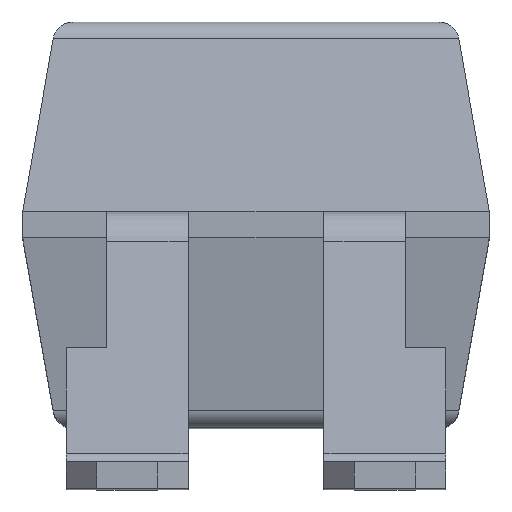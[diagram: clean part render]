
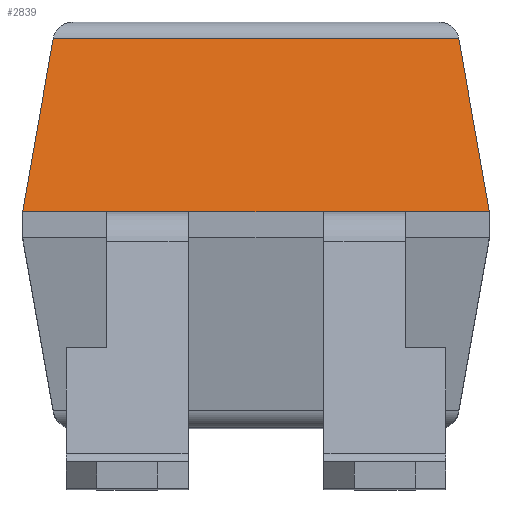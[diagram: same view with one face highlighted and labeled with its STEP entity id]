
A CAD part, top view. The second image highlights one B-rep face of the part: STEP entity #2839.
In plain terms, the highlighted planar face has unit normal (0, 0.174, 0.985).
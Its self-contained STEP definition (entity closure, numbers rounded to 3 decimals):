
#6 = CARTESIAN_POINT ( 'NONE',  ( -2.3, 0.13, 3.25 ) ) ;
#36 = DIRECTION ( 'NONE',  ( 1., 0., 0. ) ) ;
#98 = FACE_OUTER_BOUND ( 'NONE', #1783, .T. ) ;
#166 = CARTESIAN_POINT ( 'NONE',  ( -2.3, 0.13, 3.25 ) ) ;
#211 = DIRECTION ( 'NONE',  ( 0.171, -0.97, 0.171 ) ) ;
#243 = VECTOR ( 'NONE', #211, 1000. ) ;
#248 = VECTOR ( 'NONE', #36, 1000. ) ;
#300 = ORIENTED_EDGE ( 'NONE', *, *, #431, .T. ) ;
#309 = VERTEX_POINT ( 'NONE', #971 ) ;
#431 = EDGE_CURVE ( 'NONE', #309, #2929, #1651, .T. ) ;
#465 = CARTESIAN_POINT ( 'NONE',  ( 2.3, 0.13, 3.25 ) ) ;
#812 = DIRECTION ( 'NONE',  ( -1., 0., 0. ) ) ;
#839 = CARTESIAN_POINT ( 'NONE',  ( 2.3, 0.13, 3.25 ) ) ;
#859 = DIRECTION ( 'NONE',  ( 0., 0.174, 0.985 ) ) ;
#971 = CARTESIAN_POINT ( 'NONE',  ( 1.999, 1.835, 2.949 ) ) ;
#1193 = CARTESIAN_POINT ( 'NONE',  ( -1.999, 1.835, 2.949 ) ) ;
#1257 = VECTOR ( 'NONE', #812, 1000. ) ;
#1541 = ORIENTED_EDGE ( 'NONE', *, *, #2000, .F. ) ;
#1545 = LINE ( 'NONE', #839, #243 ) ;
#1651 = LINE ( 'NONE', #1926, #1257 ) ;
#1767 = AXIS2_PLACEMENT_3D ( 'NONE', #166, #859, #2651 ) ;
#1783 = EDGE_LOOP ( 'NONE', ( #1541, #300, #1798, #2797 ) ) ;
#1798 = ORIENTED_EDGE ( 'NONE', *, *, #2673, .T. ) ;
#1877 = VERTEX_POINT ( 'NONE', #1953 ) ;
#1926 = CARTESIAN_POINT ( 'NONE',  ( -1.97, 1.835, 2.949 ) ) ;
#1953 = CARTESIAN_POINT ( 'NONE',  ( 2.3, 0.13, 3.25 ) ) ;
#2000 = EDGE_CURVE ( 'NONE', #309, #1877, #1545, .T. ) ;
#2087 = LINE ( 'NONE', #2857, #2700 ) ;
#2189 = LINE ( 'NONE', #465, #248 ) ;
#2217 = PLANE ( 'NONE',  #1767 ) ;
#2320 = VERTEX_POINT ( 'NONE', #6 ) ;
#2641 = DIRECTION ( 'NONE',  ( -0.171, -0.97, 0.171 ) ) ;
#2651 = DIRECTION ( 'NONE',  ( 0., -0.985, 0.174 ) ) ;
#2673 = EDGE_CURVE ( 'NONE', #2929, #2320, #2087, .T. ) ;
#2700 = VECTOR ( 'NONE', #2641, 1000. ) ;
#2797 = ORIENTED_EDGE ( 'NONE', *, *, #2925, .T. ) ;
#2839 = ADVANCED_FACE ( 'NONE', ( #98 ), #2217, .T. ) ;
#2857 = CARTESIAN_POINT ( 'NONE',  ( -2.3, 0.13, 3.25 ) ) ;
#2925 = EDGE_CURVE ( 'NONE', #2320, #1877, #2189, .T. ) ;
#2929 = VERTEX_POINT ( 'NONE', #1193 ) ;
